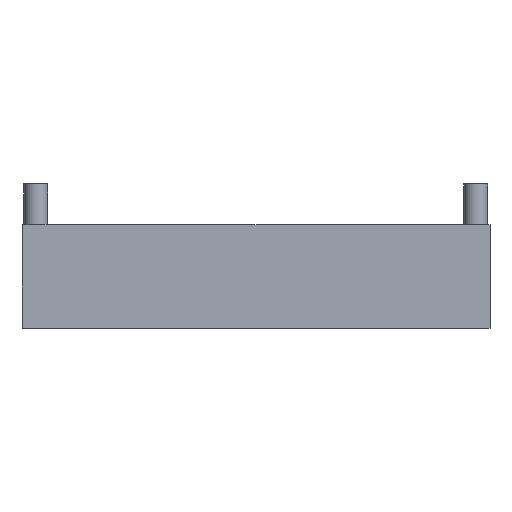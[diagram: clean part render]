
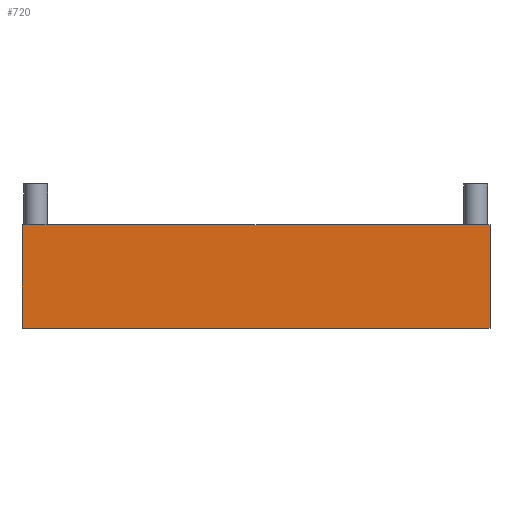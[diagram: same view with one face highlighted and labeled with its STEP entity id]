
A CAD part, front view. The second image highlights one B-rep face of the part: STEP entity #720.
In plain terms, the highlighted planar face has unit normal (0, -1, 0).
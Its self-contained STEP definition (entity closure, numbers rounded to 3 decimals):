
#87=FACE_OUTER_BOUND('',#137,.T.);
#137=EDGE_LOOP('',(#643,#644,#645,#646));
#178=LINE('',#1062,#257);
#205=LINE('',#1166,#284);
#212=LINE('',#1183,#291);
#215=LINE('',#1188,#294);
#257=VECTOR('',#849,10.);
#284=VECTOR('',#938,10.);
#291=VECTOR('',#957,10.);
#294=VECTOR('',#964,10.);
#330=VERTEX_POINT('',#1059);
#331=VERTEX_POINT('',#1061);
#357=VERTEX_POINT('',#1165);
#361=VERTEX_POINT('',#1181);
#401=EDGE_CURVE('',#331,#330,#178,.T.);
#443=EDGE_CURVE('',#357,#331,#205,.T.);
#452=EDGE_CURVE('',#357,#361,#212,.T.);
#455=EDGE_CURVE('',#361,#330,#215,.T.);
#643=ORIENTED_EDGE('',*,*,#401,.T.);
#644=ORIENTED_EDGE('',*,*,#455,.F.);
#645=ORIENTED_EDGE('',*,*,#452,.F.);
#646=ORIENTED_EDGE('',*,*,#443,.T.);
#683=PLANE('',#787);
#720=ADVANCED_FACE('',(#87),#683,.T.);
#787=AXIS2_PLACEMENT_3D('',#1193,#971,#972);
#849=DIRECTION('',(0.,0.,-1.));
#938=DIRECTION('',(-1.,0.,0.));
#957=DIRECTION('',(0.,0.,-1.));
#964=DIRECTION('',(-1.,0.,0.));
#971=DIRECTION('center_axis',(0.,-1.,0.));
#972=DIRECTION('ref_axis',(-1.,0.,0.));
#1059=CARTESIAN_POINT('',(-54.35,-47.05,-153.5));
#1061=CARTESIAN_POINT('',(-54.35,-47.05,-129.457));
#1062=CARTESIAN_POINT('',(-54.35,-47.05,0.));
#1165=CARTESIAN_POINT('',(54.35,-47.05,-129.5));
#1166=CARTESIAN_POINT('',(27.139,-47.05,-129.489));
#1181=CARTESIAN_POINT('',(54.35,-47.05,-153.5));
#1183=CARTESIAN_POINT('',(54.35,-47.05,0.));
#1188=CARTESIAN_POINT('',(-54.35,-47.05,-153.5));
#1193=CARTESIAN_POINT('Origin',(54.35,-47.05,0.));
